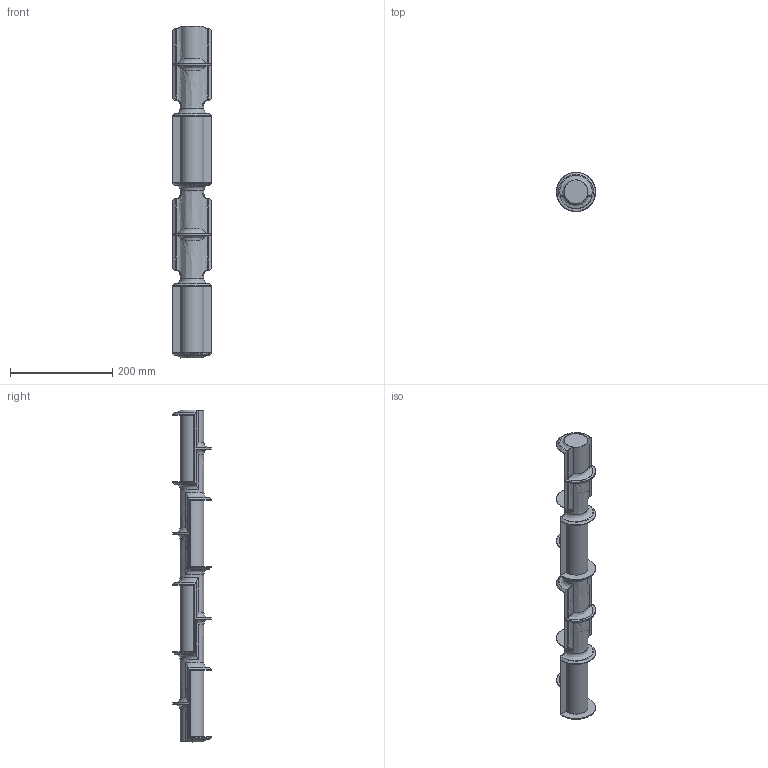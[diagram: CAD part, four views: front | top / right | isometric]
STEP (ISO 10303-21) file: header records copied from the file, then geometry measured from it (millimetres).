
FILE_DESCRIPTION((''),'2;1');
FILE_NAME('RODILLO 65CM X 13CM SERV CUADRADO.STP','2025-08-21T10:31:35',(''),(''),'STEP Write','Mastercam X5 ... CNC Software, Inc.','');
FILE_SCHEMA(('AUTOMOTIVE_DESIGN'));
Length unit declared in the file: millimetre
Products named in the file (1): None
Bounding box: 76.21 x 76.2 x 650 mm (x, y, z)
Surface area: 160341.1 mm2 (no closed solid volume)
Topology: 0 solids, 121 shells, 121 faces, 930 edges, 1225 vertices
Faces by surface type: bspline 121
Entity records: 21055 total; most frequent: CARTESIAN_POINT 15101, STYLED_ITEM 1413, ORIENTED_EDGE 633, EDGE_CURVE 622, VERTEX_POINT 611, DIRECTION 444, B_SPLINE_CURVE_WITH_KNOTS 327, QUASI_UNIFORM_CURVE 298
